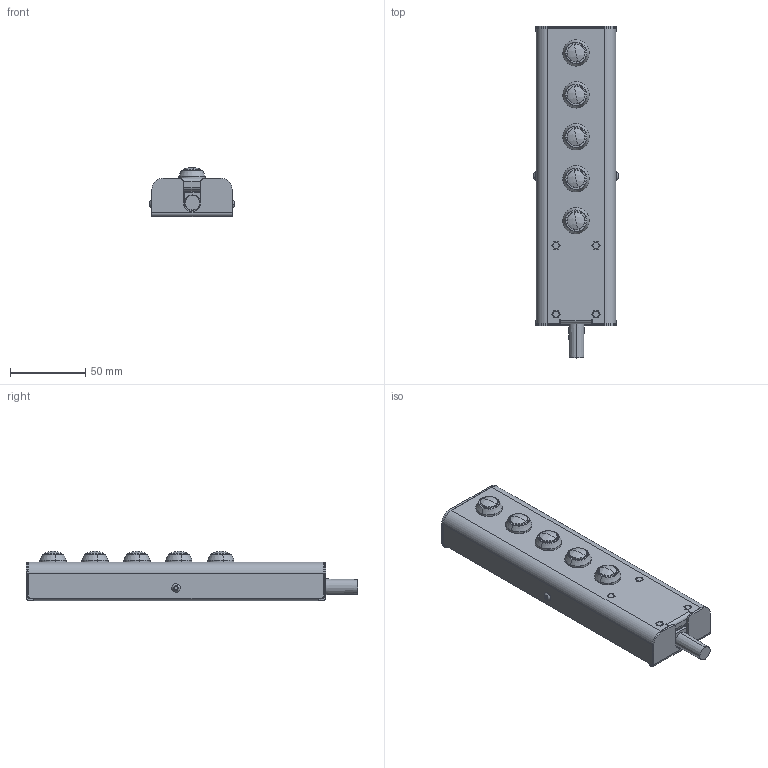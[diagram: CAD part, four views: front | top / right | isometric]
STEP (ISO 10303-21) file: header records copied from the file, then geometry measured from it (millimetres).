
FILE_DESCRIPTION (( 'STEP AP203' ), '1' );
FILE_NAME ('BBT2-REF-121916.STEP', '2016-12-19T15:37:30', ( '' ), ( '' ), 'SwSTEP 2.0', 'SolidWorks 2016', '' );
FILE_SCHEMA (( 'CONFIG_CONTROL_DESIGN' ));
Length unit declared in the file: inch
Products named in the file (8): SCR055_SCR055; 120-042010-021; SCR054_SCR054; cordgrip-pixkey; SW056; 120-042020-040; BBT2-REF-121916; 120-042000-021
Assembly tree (15 placements, depth 2):
  BBT2-REF-121916
    120-042010-021
    120-042000-021
    SW056  x5
    cordgrip-pixkey
    SCR054_SCR054  x2
    SCR055_SCR055  x4
    120-042020-040
Bounding box: 56.54 x 221.16 x 32.8 mm (x, y, z)
Volume: 50028.1 mm3; surface area: 98017.4 mm2
Topology: 16 solids, 36 shells, 1342 faces, 3359 edges, 2129 vertices
Faces by surface type: cylinder 662, plane 457, cone 132, bspline 77, torus 10, sphere 4
Entity records: 24689 total; most frequent: CARTESIAN_POINT 7140, ORIENTED_EDGE 3468, DIRECTION 3450, EDGE_CURVE 1740, AXIS2_PLACEMENT_3D 1261, VERTEX_POINT 1113, LINE 928, VECTOR 928
